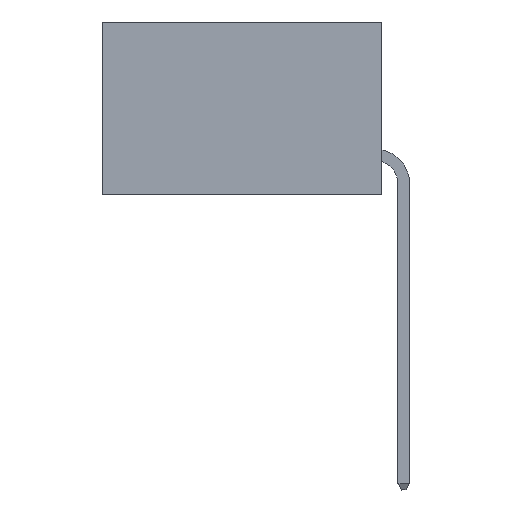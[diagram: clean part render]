
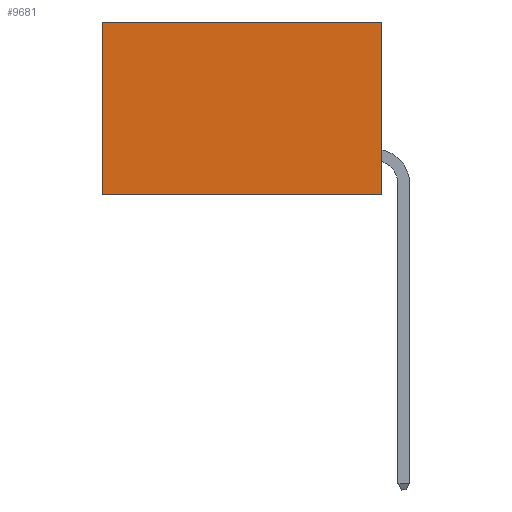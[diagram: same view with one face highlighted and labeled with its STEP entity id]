
A CAD part, left-side view. The second image highlights one B-rep face of the part: STEP entity #9681.
In plain terms, the highlighted planar face has unit normal (-1, 0, 0).
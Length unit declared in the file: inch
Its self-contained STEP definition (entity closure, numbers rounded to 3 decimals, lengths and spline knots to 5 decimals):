
#412 = CARTESIAN_POINT ( 'NONE',  ( 0.2875, 0., 0. ) ) ;
#812 = ORIENTED_EDGE ( 'NONE', *, *, #6346, .T. ) ;
#831 = LINE ( 'NONE', #1852, #2815 ) ;
#889 = CARTESIAN_POINT ( 'NONE',  ( 0.2875, 0., 0. ) ) ;
#941 = DIRECTION ( 'NONE',  ( 0., 0., -1. ) ) ;
#1247 = VECTOR ( 'NONE', #1254, 39.37008 ) ;
#1254 = DIRECTION ( 'NONE',  ( 0., 1., 0. ) ) ;
#1359 = LINE ( 'NONE', #412, #1247 ) ;
#1852 = CARTESIAN_POINT ( 'NONE',  ( 0.2875, 0., -0.37 ) ) ;
#2179 = DIRECTION ( 'NONE',  ( 1., 0., 0. ) ) ;
#2243 = PLANE ( 'NONE',  #8179 ) ;
#2511 = FACE_OUTER_BOUND ( 'NONE', #7421, .T. ) ;
#2643 = EDGE_CURVE ( 'NONE', #4609, #5690, #831, .T. ) ;
#2815 = VECTOR ( 'NONE', #4091, 39.37008 ) ;
#3047 = LINE ( 'NONE', #3092, #3264 ) ;
#3085 = ORIENTED_EDGE ( 'NONE', *, *, #2643, .F. ) ;
#3092 = CARTESIAN_POINT ( 'NONE',  ( 0.2875, 0.6, 0. ) ) ;
#3245 = ORIENTED_EDGE ( 'NONE', *, *, #8450, .T. ) ;
#3264 = VECTOR ( 'NONE', #941, 39.37008 ) ;
#4091 = DIRECTION ( 'NONE',  ( 0., 1., 0. ) ) ;
#4190 = VERTEX_POINT ( 'NONE', #889 ) ;
#4312 = EDGE_CURVE ( 'NONE', #4190, #4609, #5786, .T. ) ;
#4609 = VERTEX_POINT ( 'NONE', #5382 ) ;
#4905 = DIRECTION ( 'NONE',  ( 0., 0., -1. ) ) ;
#5382 = CARTESIAN_POINT ( 'NONE',  ( 0.2875, 0., -0.37 ) ) ;
#5690 = VERTEX_POINT ( 'NONE', #5724 ) ;
#5724 = CARTESIAN_POINT ( 'NONE',  ( 0.2875, 0.6, -0.37 ) ) ;
#5786 = LINE ( 'NONE', #7146, #9014 ) ;
#6346 = EDGE_CURVE ( 'NONE', #8890, #5690, #3047, .T. ) ;
#7146 = CARTESIAN_POINT ( 'NONE',  ( 0.2875, 0., 0. ) ) ;
#7377 = CARTESIAN_POINT ( 'NONE',  ( 0.2875, 0.6, 0. ) ) ;
#7421 = EDGE_LOOP ( 'NONE', ( #812, #3085, #7741, #3245 ) ) ;
#7741 = ORIENTED_EDGE ( 'NONE', *, *, #4312, .F. ) ;
#8179 = AXIS2_PLACEMENT_3D ( 'NONE', #8553, #2179, #8333 ) ;
#8333 = DIRECTION ( 'NONE',  ( 0., 0., -1. ) ) ;
#8450 = EDGE_CURVE ( 'NONE', #4190, #8890, #1359, .T. ) ;
#8553 = CARTESIAN_POINT ( 'NONE',  ( 0.2875, 0., 0. ) ) ;
#8890 = VERTEX_POINT ( 'NONE', #7377 ) ;
#9014 = VECTOR ( 'NONE', #4905, 39.37008 ) ;
#9681 = ADVANCED_FACE ( 'NONE', ( #2511 ), #2243, .F. ) ;
